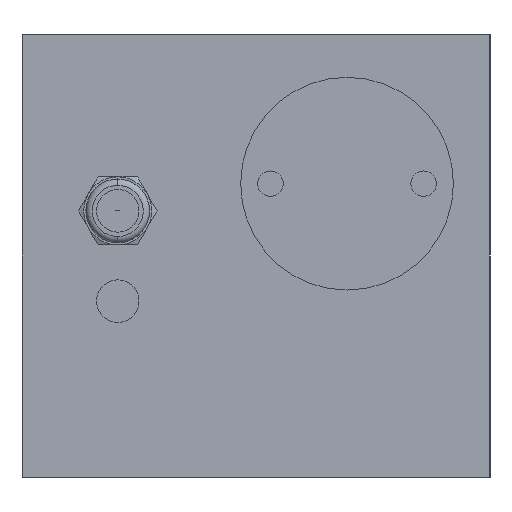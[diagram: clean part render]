
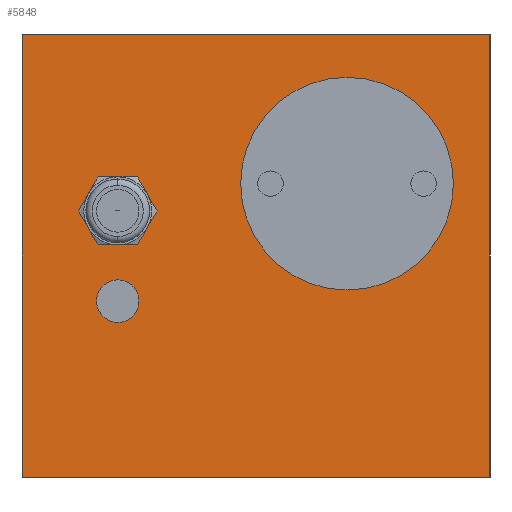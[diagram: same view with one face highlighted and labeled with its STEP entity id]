
A CAD part, left-side view. The second image highlights one B-rep face of the part: STEP entity #5848.
In plain terms, the highlighted planar face has unit normal (-1, 0, 0).
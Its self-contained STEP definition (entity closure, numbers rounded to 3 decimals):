
#699=DIRECTION('',(0.,0.,1.));
#700=VECTOR('',#699,52.);
#701=CARTESIAN_POINT('',(0.,55.,-52.));
#702=LINE('',#701,#700);
#743=DIRECTION('',(0.,-1.,0.));
#744=VECTOR('',#743,55.);
#745=CARTESIAN_POINT('',(0.,55.,-52.));
#746=LINE('',#745,#744);
#747=DIRECTION('',(0.,1.,0.));
#748=VECTOR('',#747,55.);
#749=CARTESIAN_POINT('',(0.,0.,0.));
#750=LINE('',#749,#748);
#751=DIRECTION('',(0.,0.,1.));
#752=VECTOR('',#751,52.);
#753=CARTESIAN_POINT('',(0.,0.,-52.));
#754=LINE('',#753,#752);
#755=CARTESIAN_POINT('',(0.,16.8,-17.5));
#756=DIRECTION('',(1.,0.,0.));
#757=DIRECTION('',(0.,0.,-1.));
#758=AXIS2_PLACEMENT_3D('',#755,#756,#757);
#760=CARTESIAN_POINT('',(0.,16.8,-17.5));
#761=DIRECTION('',(1.,0.,0.));
#762=DIRECTION('',(0.,0.,1.));
#763=AXIS2_PLACEMENT_3D('',#760,#761,#762);
#765=CARTESIAN_POINT('',(0.,43.75,-31.3));
#766=DIRECTION('',(1.,0.,0.));
#767=DIRECTION('',(0.,0.,-1.));
#768=AXIS2_PLACEMENT_3D('',#765,#766,#767);
#770=CARTESIAN_POINT('',(0.,43.75,-31.3));
#771=DIRECTION('',(1.,0.,0.));
#772=DIRECTION('',(0.,0.,1.));
#773=AXIS2_PLACEMENT_3D('',#770,#771,#772);
#775=CARTESIAN_POINT('',(0.,43.75,-20.7));
#776=DIRECTION('',(-1.,0.,0.));
#777=DIRECTION('',(0.,-0.866,0.5));
#778=AXIS2_PLACEMENT_3D('',#775,#776,#777);
#780=CARTESIAN_POINT('',(0.,43.75,-20.7));
#781=DIRECTION('',(-1.,0.,0.));
#782=DIRECTION('',(0.,0.,1.));
#783=AXIS2_PLACEMENT_3D('',#780,#781,#782);
#785=CARTESIAN_POINT('',(0.,43.75,-20.7));
#786=DIRECTION('',(-1.,0.,0.));
#787=DIRECTION('',(0.,0.866,0.5));
#788=AXIS2_PLACEMENT_3D('',#785,#786,#787);
#790=CARTESIAN_POINT('',(0.,43.75,-20.7));
#791=DIRECTION('',(-1.,0.,0.));
#792=DIRECTION('',(0.,0.866,-0.5));
#793=AXIS2_PLACEMENT_3D('',#790,#791,#792);
#795=CARTESIAN_POINT('',(0.,43.75,-20.7));
#796=DIRECTION('',(-1.,0.,0.));
#797=DIRECTION('',(0.,0.,-1.));
#798=AXIS2_PLACEMENT_3D('',#795,#796,#797);
#800=CARTESIAN_POINT('',(0.,43.75,-20.7));
#801=DIRECTION('',(-1.,0.,0.));
#802=DIRECTION('',(0.,-0.866,-0.5));
#803=AXIS2_PLACEMENT_3D('',#800,#801,#802);
#4011=CARTESIAN_POINT('',(0.,0.,-52.));
#4012=VERTEX_POINT('',#4011);
#4013=CARTESIAN_POINT('',(0.,55.,-52.));
#4014=VERTEX_POINT('',#4013);
#4051=CARTESIAN_POINT('',(0.,0.,0.));
#4052=VERTEX_POINT('',#4051);
#4053=CARTESIAN_POINT('',(0.,55.,0.));
#4054=VERTEX_POINT('',#4053);
#4539=CARTESIAN_POINT('',(0.,16.8,-30.));
#4540=CARTESIAN_POINT('',(0.,16.8,-5.));
#4541=VERTEX_POINT('',#4539);
#4542=VERTEX_POINT('',#4540);
#4543=CARTESIAN_POINT('',(0.,43.75,-33.8));
#4544=CARTESIAN_POINT('',(0.,43.75,-28.8));
#4545=VERTEX_POINT('',#4543);
#4546=VERTEX_POINT('',#4544);
#5121=CARTESIAN_POINT('',(0.,40.286,-18.7));
#5122=CARTESIAN_POINT('',(0.,43.75,-16.7));
#5123=VERTEX_POINT('',#5121);
#5124=VERTEX_POINT('',#5122);
#5125=CARTESIAN_POINT('',(0.,47.214,-22.7));
#5126=CARTESIAN_POINT('',(0.,43.75,-24.7));
#5127=VERTEX_POINT('',#5125);
#5128=VERTEX_POINT('',#5126);
#5129=CARTESIAN_POINT('',(0.,40.286,-22.7));
#5130=VERTEX_POINT('',#5129);
#5131=CARTESIAN_POINT('',(0.,47.214,-18.7));
#5132=VERTEX_POINT('',#5131);
#5810=CARTESIAN_POINT('',(0.,27.5,-26.));
#5811=DIRECTION('',(1.,0.,0.));
#5812=DIRECTION('',(0.,-1.,0.));
#5813=AXIS2_PLACEMENT_3D('',#5810,#5811,#5812);
#5814=PLANE('',#5813);
#5815=ORIENTED_EDGE('',*,*,#5648,.F.);
#5816=ORIENTED_EDGE('',*,*,#5781,.T.);
#5817=ORIENTED_EDGE('',*,*,#5168,.F.);
#5819=ORIENTED_EDGE('',*,*,#5818,.F.);
#5820=EDGE_LOOP('',(#5815,#5816,#5817,#5819));
#5821=FACE_OUTER_BOUND('',#5820,.F.);
#5823=ORIENTED_EDGE('',*,*,#5822,.F.);
#5825=ORIENTED_EDGE('',*,*,#5824,.F.);
#5826=EDGE_LOOP('',(#5823,#5825));
#5827=FACE_BOUND('',#5826,.F.);
#5829=ORIENTED_EDGE('',*,*,#5828,.F.);
#5831=ORIENTED_EDGE('',*,*,#5830,.F.);
#5832=EDGE_LOOP('',(#5829,#5831));
#5833=FACE_BOUND('',#5832,.F.);
#5835=ORIENTED_EDGE('',*,*,#5834,.T.);
#5837=ORIENTED_EDGE('',*,*,#5836,.T.);
#5839=ORIENTED_EDGE('',*,*,#5838,.T.);
#5841=ORIENTED_EDGE('',*,*,#5840,.T.);
#5843=ORIENTED_EDGE('',*,*,#5842,.T.);
#5845=ORIENTED_EDGE('',*,*,#5844,.T.);
#5846=EDGE_LOOP('',(#5835,#5837,#5839,#5841,#5843,#5845));
#5847=FACE_BOUND('',#5846,.F.);
#5848=ADVANCED_FACE('',(#5821,#5827,#5833,#5847),#5814,.F.);
#759=CIRCLE('',#758,12.5);
#764=CIRCLE('',#763,12.5);
#769=CIRCLE('',#768,2.5);
#774=CIRCLE('',#773,2.5);
#779=CIRCLE('',#778,4.);
#784=CIRCLE('',#783,4.);
#789=CIRCLE('',#788,4.);
#794=CIRCLE('',#793,4.);
#799=CIRCLE('',#798,4.);
#804=CIRCLE('',#803,4.);
#5168=EDGE_CURVE('',#4052,#4054,#750,.T.);
#5648=EDGE_CURVE('',#4014,#4012,#746,.T.);
#5781=EDGE_CURVE('',#4014,#4054,#702,.T.);
#5818=EDGE_CURVE('',#4012,#4052,#754,.T.);
#5822=EDGE_CURVE('',#4541,#4542,#759,.T.);
#5824=EDGE_CURVE('',#4542,#4541,#764,.T.);
#5828=EDGE_CURVE('',#4545,#4546,#769,.T.);
#5830=EDGE_CURVE('',#4546,#4545,#774,.T.);
#5834=EDGE_CURVE('',#5123,#5124,#779,.T.);
#5836=EDGE_CURVE('',#5124,#5132,#784,.T.);
#5838=EDGE_CURVE('',#5132,#5127,#789,.T.);
#5840=EDGE_CURVE('',#5127,#5128,#794,.T.);
#5842=EDGE_CURVE('',#5128,#5130,#799,.T.);
#5844=EDGE_CURVE('',#5130,#5123,#804,.T.);
